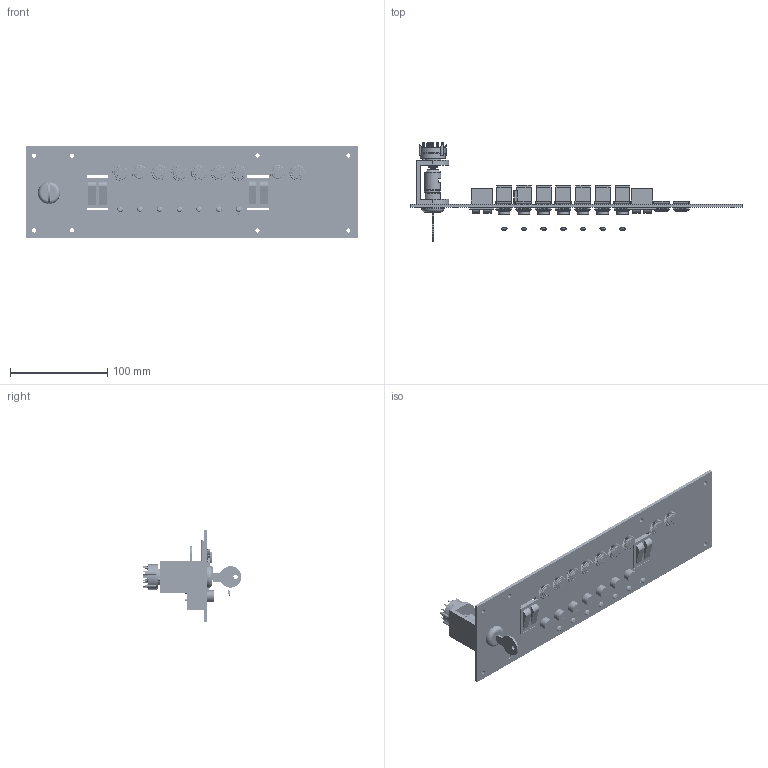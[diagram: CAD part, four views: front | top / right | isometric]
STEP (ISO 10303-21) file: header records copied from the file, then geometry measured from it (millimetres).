
FILE_DESCRIPTION(/* description */ (''),/* implementation_level */ '2;1');
FILE_NAME(/* name */ '2A-3-000 Switch Panel Assy_v24.step',/* time_stamp */ '2021-12-11T14:19:40-07:00',/* author */ (''),/* organization */ (''),/* preprocessor_version */ 'ST-DEVELOPER v18.1',/* originating_system */ 'Autodesk Translation Framework v10.10.0.1391',/* authorisation */ '');
FILE_SCHEMA (('AUTOMOTIVE_DESIGN { 1 0 10303 214 3 1 1 }'));
Products named in the file (43): 2A-3-000 Switch Panel Assy; (Tall) Panel JAY VR; Switches; Toggle Switch - eBay; Dual Rocker Switch; Key Assy; Structure; Defender Security 5/16 in key Cabinet and Drawer Lock; Shaft; Arm; Key; rotary_asm; ROTARY_BODEM; ROTARY_PIN_OUTER; ROTARY_INNER_PIN; ROTARY_TOP; ROTARY_ROTOR_ASM; ROTARY_ROTOR; ROTARY_ROTOR_PIN; SPRING; BALL_3MM; ROTARY_NUT; ROTARY_LOCK_RING; Connector; Key Washer_Spacer; Flush Key Position; Circuit Breakers (Faux); Modified Tyco Circuit Breaker; Modified Tyco Circuit Breaker_1; Modified Tyco Circuit Breaker_2; Modified Tyco Circuit Breaker_3; Modified Tyco Circuit Breaker_4; Modified Tyco Circuit Breaker_5; Modified Tyco Circuit Breaker_6; Modified Tyco Circuit Breaker_7; Modified Tyco Circuit Breaker_8; Modified Tyco Circuit Breaker_9; Nut; BackFace; Little Buttons ...
Assembly tree (92 placements, depth 5):
  2A-3-000 Switch Panel Assy
    (Tall) Panel JAY VR
    Dual Rocker Switch
    Switches
      Toggle Switch - eBay  x7
      Dual Rocker Switch
    Key Assy
      Structure
      Defender Security 5/16 in key Cabinet and Drawer Lock
        Shaft
        Arm
        Key
      rotary_asm
        ROTARY_BODEM
        ROTARY_PIN_OUTER  x12
        ROTARY_INNER_PIN  x3
        ROTARY_TOP
        ROTARY_ROTOR_ASM
          ROTARY_ROTOR
          ROTARY_ROTOR_PIN  x3
          SPRING
          BALL_3MM  x2
        ROTARY_NUT
        ROTARY_LOCK_RING
      Connector
      Key Washer_Spacer
      Flush Key Position
    Circuit Breakers (Faux)
      Modified Tyco Circuit Breaker
        Nut
        BackFace
        Little Buttons
          5A Little Button
          10A Little Button
          15A Little Button
      Modified Tyco Circuit Breaker_1
        Nut
        BackFace
        Little Buttons
          5A Little Button
          10A Little Button
          15A Little Button
      Modified Tyco Circuit Breaker_2
        Nut
        BackFace
        Little Buttons
          5A Little Button
          10A Little Button
          15A Little Button
      Modified Tyco Circuit Breaker_3
        Nut
        BackFace
        Little Buttons
          5A Little Button
          10A Little Button
          15A Little Button
      Modified Tyco Circuit Breaker_4
        Nut
        BackFace
        Little Buttons
Bounding box: 342.23 x 101.79 x 95.25 mm (x, y, z)
Volume: 240804.3 mm3; surface area: 149748.4 mm2
Topology: 100 solids, 100 shells, 5686 faces, 13437 edges, 8054 vertices
Faces by surface type: plane 2986, cone 1209, cylinder 745, bspline 655, torus 89, sphere 2
Full cylindrical faces by diameter (mm): 1.5 x18, 2.997 x6, 3 x9, 3.2 x1, 3.302 x1, 3.8 x4, 4.318 x8, 4.5 x7, 4.572 x1, 6.15 x1, 6.35 x1, 6.45 x1, 6.5 x1, 7.45 x30, 7.65 x10, 8.725 x2, 9.271 x1, 9.525 x11, 9.9 x1, 10.2 x1, 10.741 x70, 11.335 x20, 11.836 x16, 11.884 x70, 11.927 x7, 12.452 x30, 13.55 x1, 14.5 x1, 14.8 x1, 15.5 x1
Entity records: 68720 total; most frequent: CARTESIAN_POINT 27067, ORIENTED_EDGE 8730, DIRECTION 7877, EDGE_CURVE 4365, LINE 3105, VECTOR 3105, VERTEX_POINT 2786, AXIS2_PLACEMENT_3D 2386
